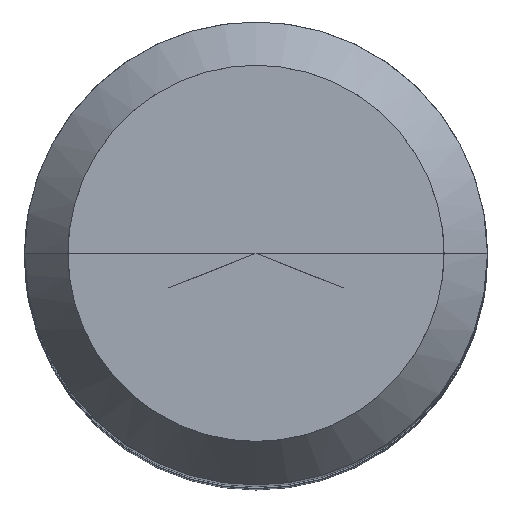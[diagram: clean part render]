
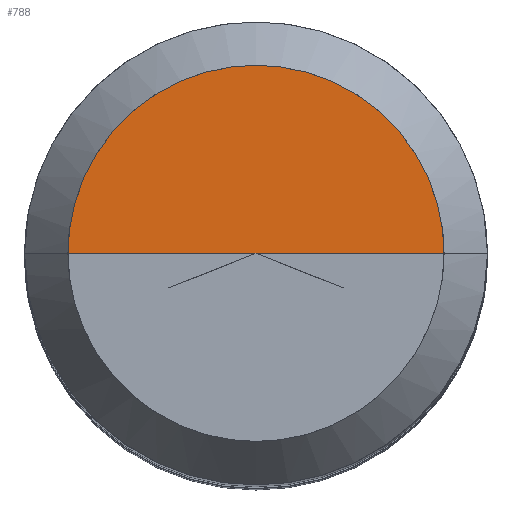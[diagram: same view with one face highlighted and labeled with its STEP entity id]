
A CAD part, top view. The second image highlights one B-rep face of the part: STEP entity #788.
In plain terms, the highlighted free-form (B-spline) face has degree [1, 2] with [2, 5] control points.
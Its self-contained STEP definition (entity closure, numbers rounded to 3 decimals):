
#358=CARTESIAN_POINT('',(6.5,0.0,40.0));
#359=CARTESIAN_POINT('',(6.5,6.5,40.0));
#360=CARTESIAN_POINT('',(0.0,6.5,40.0));
#361=CARTESIAN_POINT('',(-6.5,6.5,40.0));
#362=CARTESIAN_POINT('',(-6.5,0.0,40.0));
#363=CARTESIAN_POINT('',(0.0,0.0,40.0));
#773=(
BOUNDED_SURFACE()
B_SPLINE_SURFACE(1,2,(
(#358,#359,#360,#361,#362),
(#363,#363,#363,#363,#363)
), .UNSPECIFIED.,.F.,.F.,.F.)
B_SPLINE_SURFACE_WITH_KNOTS((2,2),(3,2,3),(
0.0,1.0),(
0.0,0.5,1.0), .UNSPECIFIED.)
GEOMETRIC_REPRESENTATION_ITEM()
RATIONAL_B_SPLINE_SURFACE(((1.0,0.707,1.0,0.707,1.0),
(1.0,0.707,1.0,0.707,1.0)
))
REPRESENTATION_ITEM('')
SURFACE()
);
#774=(
BOUNDED_CURVE()
B_SPLINE_CURVE(2,(#362,#361,#360,#359,#358),.UNSPECIFIED.,.F.,.F.)
B_SPLINE_CURVE_WITH_KNOTS((3,2,3),
(0.0,0.5,1.0),.UNSPECIFIED.)
CURVE()
GEOMETRIC_REPRESENTATION_ITEM()
RATIONAL_B_SPLINE_CURVE((1.0,0.707,1.0,0.707,1.0))
REPRESENTATION_ITEM('')
);
#775=(
BOUNDED_CURVE()
B_SPLINE_CURVE(1,(#358,#363),.UNSPECIFIED.,.F.,.F.)
B_SPLINE_CURVE_WITH_KNOTS((2,2),
(0.0,1.0),.UNSPECIFIED.)
CURVE()
GEOMETRIC_REPRESENTATION_ITEM()
RATIONAL_B_SPLINE_CURVE((1.0,1.0))
REPRESENTATION_ITEM('')
);
#776=(
BOUNDED_CURVE()
B_SPLINE_CURVE(1,(#363,#362),.UNSPECIFIED.,.F.,.F.)
B_SPLINE_CURVE_WITH_KNOTS((2,2),
(0.0,1.0),.UNSPECIFIED.)
CURVE()
GEOMETRIC_REPRESENTATION_ITEM()
RATIONAL_B_SPLINE_CURVE((1.0,1.0))
REPRESENTATION_ITEM('')
);
#777=VERTEX_POINT('',#358);
#778=VERTEX_POINT('',#362);
#779=VERTEX_POINT('',#363);
#780=EDGE_CURVE('',#778,#777,#774,.T.);
#781=EDGE_CURVE('',#777,#779,#775,.T.);
#782=EDGE_CURVE('',#779,#778,#776,.T.);
#783=ORIENTED_EDGE('',*,*,#780,.T.);
#784=ORIENTED_EDGE('',*,*,#781,.T.);
#785=ORIENTED_EDGE('',*,*,#782,.T.);
#786=EDGE_LOOP('',(#783,#784,#785));
#787=FACE_OUTER_BOUND('',#786,.T.);
#788=ADVANCED_FACE('',(#787),#773,.T.);
